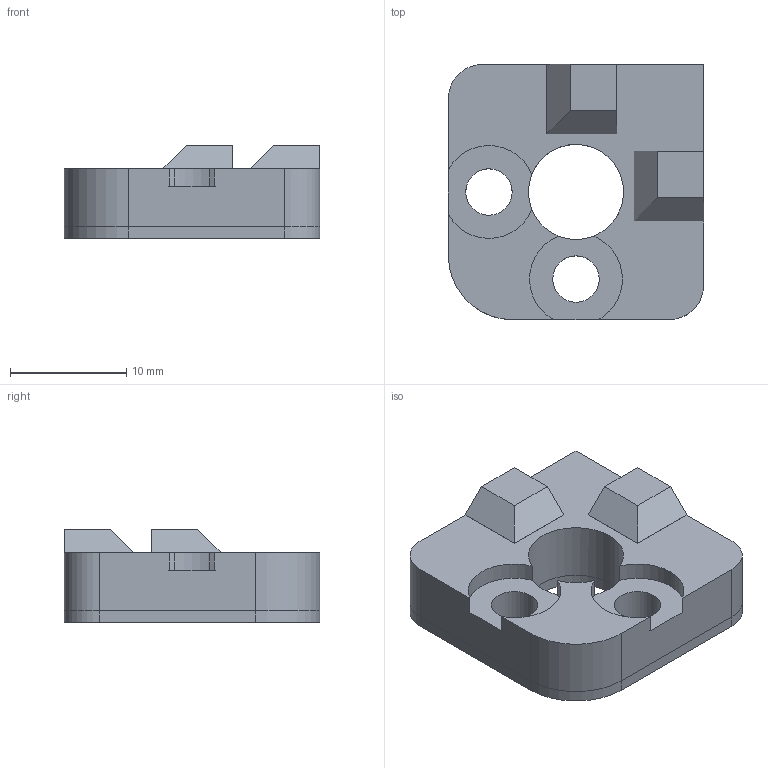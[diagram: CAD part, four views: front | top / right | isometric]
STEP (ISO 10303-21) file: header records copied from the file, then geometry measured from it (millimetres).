
FILE_DESCRIPTION(('FreeCAD Model'),'2;1');
FILE_NAME('bed_corner_mini_2pb.step','2017-11-29T09:19:24',('Author'),(''), 'Open CASCADE STEP processor 6.9','FreeCAD','Unknown');
FILE_SCHEMA(('AUTOMOTIVE_DESIGN { 1 0 10303 214 1 1 1 1 }'));
Length unit declared in the file: millimetre
Products named in the file (1): Pocket
Bounding box: 22 x 22 x 8 mm (x, y, z)
Volume: 2370.5 mm3; surface area: 1647.1 mm2
Topology: 1 solids, 1 shells, 44 faces, 113 edges, 70 vertices
Faces by surface type: plane 27, cylinder 17
Full cylindrical faces by diameter (mm): 4 x4, 8.2 x2
Entity records: 2854 total; most frequent: CARTESIAN_POINT 576, DIRECTION 424, LINE 261, VECTOR 261, ORIENTED_EDGE 226, PCURVE 226, DEFINITIONAL_REPRESENTATION 226, EDGE_CURVE 113
